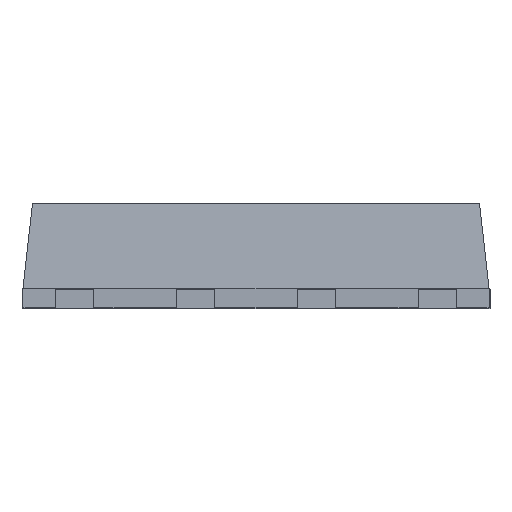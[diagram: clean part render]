
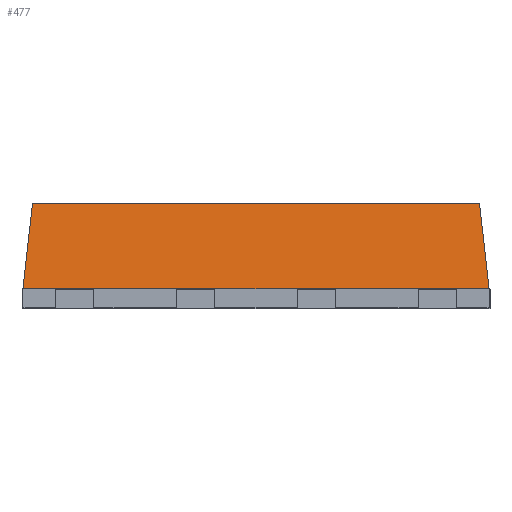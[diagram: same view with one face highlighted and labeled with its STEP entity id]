
A CAD part, left-side view. The second image highlights one B-rep face of the part: STEP entity #477.
In plain terms, the highlighted planar face has unit normal (-0.994, 0, 0.11).
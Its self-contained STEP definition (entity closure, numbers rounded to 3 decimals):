
#299 = VECTOR ( 'NONE', #3055, 1000. ) ;
#477 = ADVANCED_FACE ( 'NONE', ( #8190 ), #11878, .F. ) ;
#956 = DIRECTION ( 'NONE',  ( 0., -1., 0. ) ) ;
#2127 = DIRECTION ( 'NONE',  ( 0., 1., 0. ) ) ;
#2325 = VECTOR ( 'NONE', #2127, 1000. ) ;
#2429 = LINE ( 'NONE', #7320, #299 ) ;
#2773 = EDGE_CURVE ( 'NONE', #9821, #2821, #12980, .T. ) ;
#2821 = VERTEX_POINT ( 'NONE', #9829 ) ;
#3055 = DIRECTION ( 'NONE',  ( -0.11, 0.11, -0.988 ) ) ;
#3215 = CARTESIAN_POINT ( 'NONE',  ( -2.772, -2.322, 1.365 ) ) ;
#3597 = EDGE_LOOP ( 'NONE', ( #4701, #10614, #13427, #7269 ) ) ;
#4701 = ORIENTED_EDGE ( 'NONE', *, *, #5748, .T. ) ;
#4743 = EDGE_CURVE ( 'NONE', #10444, #9821, #10401, .T. ) ;
#4746 = CARTESIAN_POINT ( 'NONE',  ( -2.8, 2.35, 1.11 ) ) ;
#5594 = CARTESIAN_POINT ( 'NONE',  ( -2.9, -2.45, 0.21 ) ) ;
#5748 = EDGE_CURVE ( 'NONE', #10444, #7412, #2429, .T. ) ;
#5887 = EDGE_CURVE ( 'NONE', #2821, #7412, #13165, .T. ) ;
#6278 = VECTOR ( 'NONE', #10478, 1000. ) ;
#7269 = ORIENTED_EDGE ( 'NONE', *, *, #4743, .F. ) ;
#7320 = CARTESIAN_POINT ( 'NONE',  ( -2.772, 2.322, 1.365 ) ) ;
#7412 = VERTEX_POINT ( 'NONE', #13993 ) ;
#8190 = FACE_OUTER_BOUND ( 'NONE', #3597, .T. ) ;
#8448 = CARTESIAN_POINT ( 'NONE',  ( -2.8, 0., 1.11 ) ) ;
#9821 = VERTEX_POINT ( 'NONE', #11586 ) ;
#9829 = CARTESIAN_POINT ( 'NONE',  ( -2.9, -2.45, 0.21 ) ) ;
#10401 = LINE ( 'NONE', #10466, #11574 ) ;
#10444 = VERTEX_POINT ( 'NONE', #4746 ) ;
#10466 = CARTESIAN_POINT ( 'NONE',  ( -2.8, 0., 1.11 ) ) ;
#10478 = DIRECTION ( 'NONE',  ( -0.11, -0.11, -0.988 ) ) ;
#10614 = ORIENTED_EDGE ( 'NONE', *, *, #5887, .F. ) ;
#10673 = DIRECTION ( 'NONE',  ( 0.994, 0., -0.11 ) ) ;
#11574 = VECTOR ( 'NONE', #12467, 1000. ) ;
#11586 = CARTESIAN_POINT ( 'NONE',  ( -2.8, -2.35, 1.11 ) ) ;
#11878 = PLANE ( 'NONE',  #13015 ) ;
#12467 = DIRECTION ( 'NONE',  ( 0., -1., 0. ) ) ;
#12980 = LINE ( 'NONE', #3215, #6278 ) ;
#13015 = AXIS2_PLACEMENT_3D ( 'NONE', #8448, #10673, #956 ) ;
#13165 = LINE ( 'NONE', #5594, #2325 ) ;
#13427 = ORIENTED_EDGE ( 'NONE', *, *, #2773, .F. ) ;
#13993 = CARTESIAN_POINT ( 'NONE',  ( -2.9, 2.45, 0.21 ) ) ;
